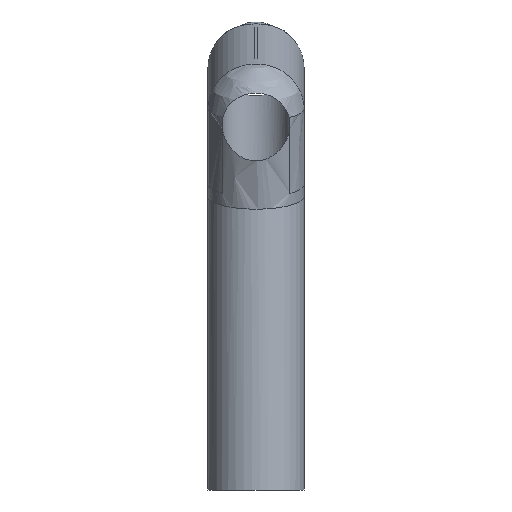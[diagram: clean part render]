
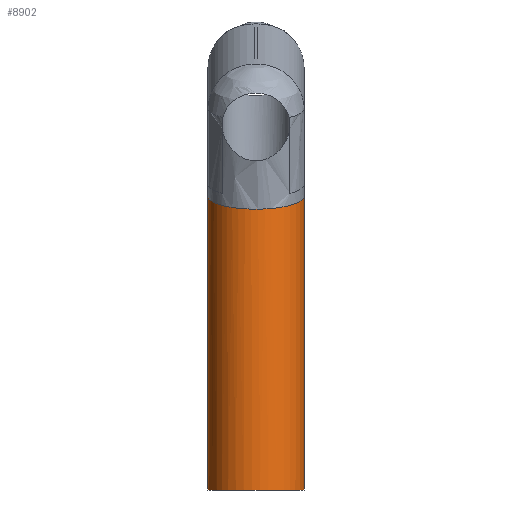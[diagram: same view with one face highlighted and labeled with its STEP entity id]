
A CAD part, front view. The second image highlights one B-rep face of the part: STEP entity #8902.
In plain terms, the highlighted cylindrical face has radius 19.323 mm (diameter 38.645 mm), a partial arc.
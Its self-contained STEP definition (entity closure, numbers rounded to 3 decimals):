
#257=ELLIPSE('',#9194,20.004,19.323);
#1489=FACE_OUTER_BOUND('',#2022,.T.);
#2022=EDGE_LOOP('',(#8380,#8381,#8382,#8383));
#2353=LINE('',#14860,#3104);
#2663=LINE('',#17864,#3414);
#3104=VECTOR('',#9842,10.);
#3414=VECTOR('',#10332,10.);
#3585=CIRCLE('',#9231,19.323);
#3991=VERTEX_POINT('',#14858);
#3992=VERTEX_POINT('',#14859);
#4355=VERTEX_POINT('',#17861);
#4356=VERTEX_POINT('',#17863);
#5062=EDGE_CURVE('',#3991,#3992,#2353,.T.);
#5604=EDGE_CURVE('',#4355,#4356,#2663,.T.);
#5718=EDGE_CURVE('',#3992,#4356,#257,.T.);
#5757=EDGE_CURVE('',#4355,#3991,#3585,.T.);
#8380=ORIENTED_EDGE('',*,*,#5604,.F.);
#8381=ORIENTED_EDGE('',*,*,#5757,.T.);
#8382=ORIENTED_EDGE('',*,*,#5062,.T.);
#8383=ORIENTED_EDGE('',*,*,#5718,.T.);
#8418=CYLINDRICAL_SURFACE('',#9243,19.323);
#8902=ADVANCED_FACE('',(#1489),#8418,.T.);
#9194=AXIS2_PLACEMENT_3D('',#18199,#10549,#10550);
#9231=AXIS2_PLACEMENT_3D('',#18349,#10642,#10643);
#9243=AXIS2_PLACEMENT_3D('',#18370,#10671,#10672);
#9842=DIRECTION('',(0.,0.,1.));
#10332=DIRECTION('',(0.,0.,1.));
#10549=DIRECTION('center_axis',(0.,0.259,
-0.966));
#10550=DIRECTION('ref_axis',(0.,-0.966,-0.259));
#10642=DIRECTION('center_axis',(0.,0.,1.));
#10643=DIRECTION('ref_axis',(-0.996,-0.087,0.));
#10671=DIRECTION('center_axis',(0.,0.,1.));
#10672=DIRECTION('ref_axis',(-0.996,-0.087,0.));
#14858=CARTESIAN_POINT('',(19.25,-31.,0.));
#14859=CARTESIAN_POINT('',(19.25,-31.,117.303));
#14860=CARTESIAN_POINT('',(19.25,-31.,23.));
#17861=CARTESIAN_POINT('',(-19.25,-31.,0.));
#17863=CARTESIAN_POINT('',(-19.25,-31.,117.303));
#17864=CARTESIAN_POINT('',(-19.25,-31.,23.));
#18199=CARTESIAN_POINT('Origin',(0.,-29.327,
117.751));
#18349=CARTESIAN_POINT('Origin',(0.,-29.327,
0.));
#18370=CARTESIAN_POINT('Origin',(0.,-29.327,
0.));
